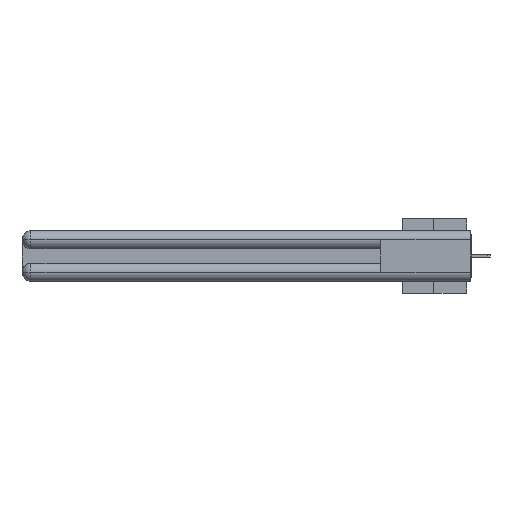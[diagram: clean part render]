
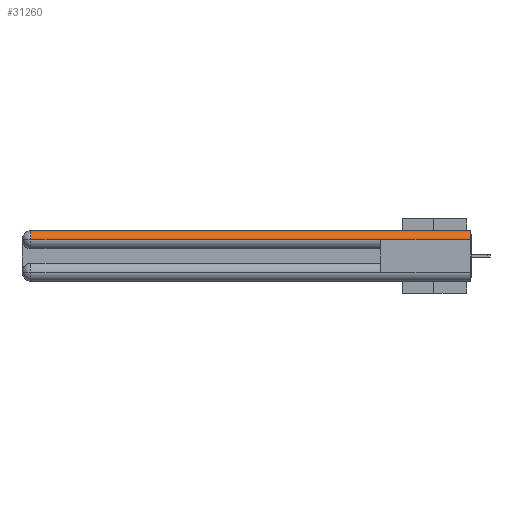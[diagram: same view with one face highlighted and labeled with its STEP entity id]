
A CAD part, left-side view. The second image highlights one B-rep face of the part: STEP entity #31260.
In plain terms, the highlighted cylindrical face has radius 1.562 mm (diameter 3.124 mm), a partial arc.
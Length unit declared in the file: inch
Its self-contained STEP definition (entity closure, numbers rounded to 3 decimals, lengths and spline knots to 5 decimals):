
#413 = DIRECTION ( 'NONE',  ( 0., -1., 0. ) ) ;
#713 = LINE ( 'NONE', #9969, #23666 ) ;
#1486 = ORIENTED_EDGE ( 'NONE', *, *, #20062, .T. ) ;
#1834 = CARTESIAN_POINT ( 'NONE',  ( 0.0615, 0., -0.0615 ) ) ;
#2009 = CARTESIAN_POINT ( 'NONE',  ( 0., 3., -0.0615 ) ) ;
#3007 = CYLINDRICAL_SURFACE ( 'NONE', #11107, 0.0615 ) ;
#3008 = CARTESIAN_POINT ( 'NONE',  ( 0.0615, 2.94, 0. ) ) ;
#4000 = VERTEX_POINT ( 'NONE', #12222 ) ;
#4034 = LINE ( 'NONE', #23521, #26589 ) ;
#4500 = EDGE_LOOP ( 'NONE', ( #17316, #15742, #1486, #10941, #19121 ) ) ;
#6119 = CARTESIAN_POINT ( 'NONE',  ( 0., 2.94, -0.0615 ) ) ;
#8111 = EDGE_CURVE ( 'NONE', #28841, #4000, #24500, .T. ) ;
#8662 = DIRECTION ( 'NONE',  ( 0., -1., 0. ) ) ;
#8922 = EDGE_CURVE ( 'NONE', #4000, #18141, #4034, .T. ) ;
#9512 = VECTOR ( 'NONE', #14164, 39.37008 ) ;
#9969 = CARTESIAN_POINT ( 'NONE',  ( 0.0615, 0., 0. ) ) ;
#10941 = ORIENTED_EDGE ( 'NONE', *, *, #8922, .F. ) ;
#11107 = AXIS2_PLACEMENT_3D ( 'NONE', #32106, #20218, #27889 ) ;
#11569 = VERTEX_POINT ( 'NONE', #3008 ) ;
#12222 = CARTESIAN_POINT ( 'NONE',  ( 0., 0., -0.0615 ) ) ;
#13391 = EDGE_CURVE ( 'NONE', #11569, #29839, #14830, .T. ) ;
#13968 = DIRECTION ( 'NONE',  ( 0., 0., 1. ) ) ;
#14164 = DIRECTION ( 'NONE',  ( 0., -1., 0. ) ) ;
#14650 = LINE ( 'NONE', #2009, #9512 ) ;
#14830 = CIRCLE ( 'NONE', #28876, 0.0615 ) ;
#15742 = ORIENTED_EDGE ( 'NONE', *, *, #13391, .T. ) ;
#17316 = ORIENTED_EDGE ( 'NONE', *, *, #28406, .F. ) ;
#17580 = CARTESIAN_POINT ( 'NONE',  ( 0.0615, 0., 0. ) ) ;
#18141 = VERTEX_POINT ( 'NONE', #24927 ) ;
#19053 = DIRECTION ( 'NONE',  ( 1., 0., 0. ) ) ;
#19121 = ORIENTED_EDGE ( 'NONE', *, *, #8111, .F. ) ;
#20062 = EDGE_CURVE ( 'NONE', #29839, #18141, #14650, .T. ) ;
#20218 = DIRECTION ( 'NONE',  ( 0., 1., 0. ) ) ;
#21387 = AXIS2_PLACEMENT_3D ( 'NONE', #1834, #8662, #19053 ) ;
#21625 = DIRECTION ( 'NONE',  ( 0., -1., 0. ) ) ;
#23521 = CARTESIAN_POINT ( 'NONE',  ( 0., 3., -0.0615 ) ) ;
#23666 = VECTOR ( 'NONE', #413, 39.37008 ) ;
#24500 = CIRCLE ( 'NONE', #21387, 0.0615 ) ;
#24927 = CARTESIAN_POINT ( 'NONE',  ( 0., 0.6, -0.0615 ) ) ;
#25275 = FACE_OUTER_BOUND ( 'NONE', #4500, .T. ) ;
#26020 = CARTESIAN_POINT ( 'NONE',  ( 0.0615, 2.94, -0.0615 ) ) ;
#26589 = VECTOR ( 'NONE', #28261, 39.37008 ) ;
#27889 = DIRECTION ( 'NONE',  ( 0., 0., 1. ) ) ;
#28261 = DIRECTION ( 'NONE',  ( 0., 1., 0. ) ) ;
#28406 = EDGE_CURVE ( 'NONE', #11569, #28841, #713, .T. ) ;
#28841 = VERTEX_POINT ( 'NONE', #17580 ) ;
#28876 = AXIS2_PLACEMENT_3D ( 'NONE', #26020, #21625, #13968 ) ;
#29839 = VERTEX_POINT ( 'NONE', #6119 ) ;
#31260 = ADVANCED_FACE ( 'NONE', ( #25275 ), #3007, .T. ) ;
#32106 = CARTESIAN_POINT ( 'NONE',  ( 0.0615, 0., -0.0615 ) ) ;
